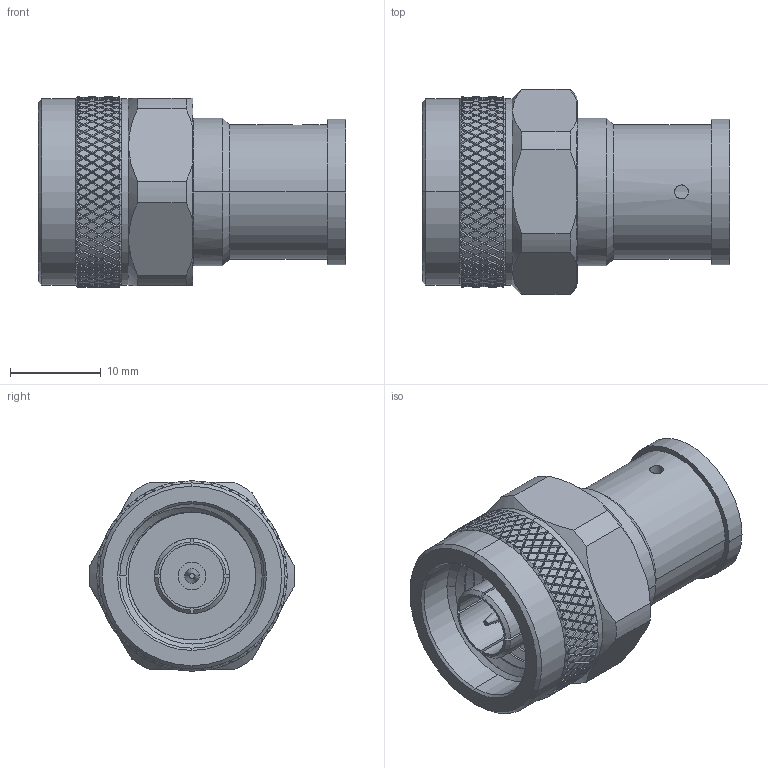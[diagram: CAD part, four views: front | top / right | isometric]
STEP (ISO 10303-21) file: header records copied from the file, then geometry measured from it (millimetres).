
FILE_DESCRIPTION (( 'STEP AP214' ), '1' );
FILE_NAME ('TC-SPP500-NM-LP.step', '2021-05-04T14:32:55', ( '' ), ( '' ), 'SwSTEP 2.0', 'SolidWorks 2020', '' );
FILE_SCHEMA (( 'AUTOMOTIVE_DESIGN' ));
Products named in the file (1): TC-SPP500-NM-LP
Bounding box: 33.8 x 22.59 x 20.92 mm (x, y, z)
Volume: 5795.8 mm3; surface area: 4502.3 mm2
Topology: 1 solids, 1 shells, 1976 faces, 4370 edges, 2404 vertices
Faces by surface type: bspline 1443, cylinder 469, plane 33, cone 31
Entity records: 68066 total; most frequent: CARTESIAN_POINT 40948, ORIENTED_EDGE 8740, EDGE_CURVE 4370, VERTEX_POINT 2404, EDGE_LOOP 1988, FACE_OUTER_BOUND 1976, ADVANCED_FACE 1976, DIRECTION 1886
